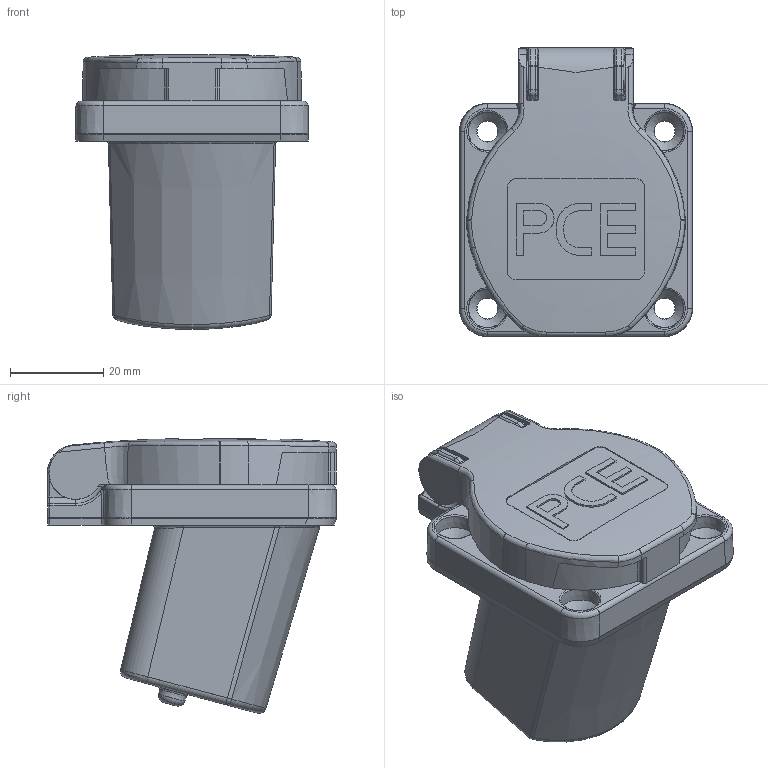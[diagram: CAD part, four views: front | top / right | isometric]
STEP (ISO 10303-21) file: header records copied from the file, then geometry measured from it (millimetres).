
FILE_DESCRIPTION (( 'STEP AP203' ), '1' );
FILE_NAME ('11om-0e, 12k452-0e.STEP', '2017-11-23T10:20:41', ( '' ), ( '' ), 'SwSTEP 2.0', 'SolidWorks 2016', '' );
FILE_SCHEMA (( 'CONFIG_CONTROL_DESIGN' ));
Length unit declared in the file: millimetre
Products named in the file (1): 11om-0e, 12k452-0e
Bounding box: 50 x 62.02 x 58.97 mm (x, y, z)
Volume: 81238 mm3; surface area: 15970.6 mm2
Topology: 1 solids, 1 shells, 489 faces, 1253 edges, 756 vertices
Faces by surface type: cylinder 149, plane 149, bspline 82, torus 66, cone 29, sphere 14
Full cylindrical faces by diameter (mm): 4.571 x4, 6.2 x2
Entity records: 16964 total; most frequent: CARTESIAN_POINT 6101, ORIENTED_EDGE 2380, DIRECTION 2095, EDGE_CURVE 1190, AXIS2_PLACEMENT_3D 807, VERTEX_POINT 740, EDGE_LOOP 546, FACE_OUTER_BOUND 504
